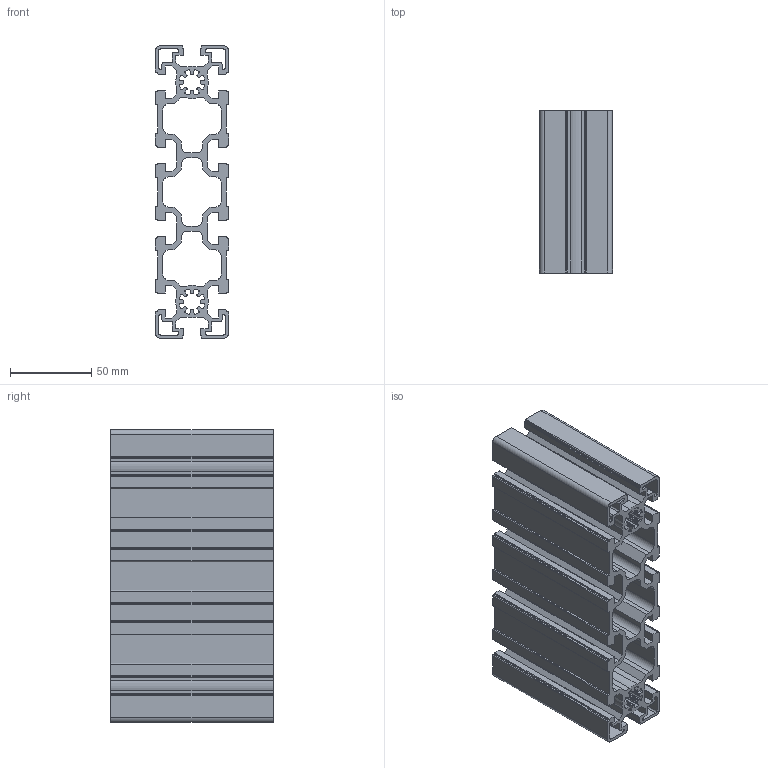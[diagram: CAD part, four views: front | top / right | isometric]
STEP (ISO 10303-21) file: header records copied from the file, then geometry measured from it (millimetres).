
FILE_DESCRIPTION( ( 'Unknown' ), '1' );
FILE_NAME( '6111045', 'Unknown', ( 'Unknown' ), ( 'JUGARD+KÜNSTNER GmbH' ), 'XStep 1.0', 'Unknown', ' ' );
FILE_SCHEMA( ( 'automotive_design' ) );
Length unit declared in the file: millimetre
Products named in the file (1): 1
Bounding box: 45 x 100 x 180 mm (x, y, z)
Volume: 257864.4 mm3; surface area: 165603.9 mm2
Topology: 1 solids, 1 shells, 501 faces, 1497 edges, 998 vertices
Faces by surface type: plane 278, cylinder 223
Entity records: 20997 total; most frequent: CARTESIAN_POINT 2997, ORIENTED_EDGE 2994, DIRECTION 2947, EDGE_CURVE 1497, LINE 1051, VECTOR 1051, VERTEX_POINT 998, AXIS2_PLACEMENT_3D 948
